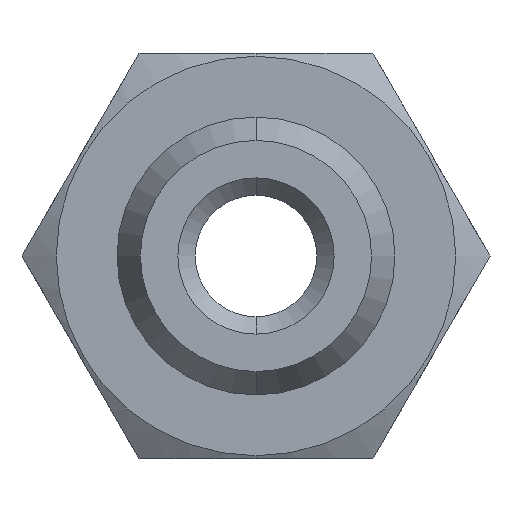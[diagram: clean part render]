
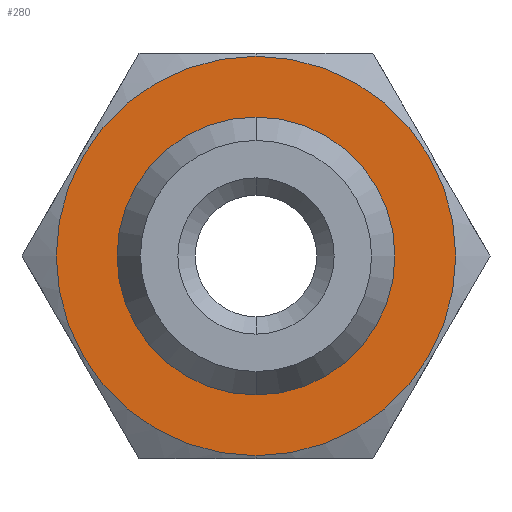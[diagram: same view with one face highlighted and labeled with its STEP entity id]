
A CAD part, front view. The second image highlights one B-rep face of the part: STEP entity #280.
In plain terms, the highlighted planar face has unit normal (0, -1, 0).
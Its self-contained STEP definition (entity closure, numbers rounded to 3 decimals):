
#11 = CARTESIAN_POINT ( 'NONE',  ( 0., 6., 0. ) ) ;
#12 = DIRECTION ( 'NONE',  ( 0., 0., 1. ) ) ;
#13 = DIRECTION ( 'NONE',  ( 0., 1., 0. ) ) ;
#92 = AXIS2_PLACEMENT_3D ( 'NONE', #11, #13, #12 ) ;
#93 = CIRCLE ( 'NONE', #92, 4.8 ) ;
#94 = CARTESIAN_POINT ( 'NONE',  ( 0., 6., 4.8 ) ) ;
#95 = CARTESIAN_POINT ( 'NONE',  ( 0., 6., -4.8 ) ) ;
#176 = VERTEX_POINT ( 'NONE', #95 ) ;
#177 = VERTEX_POINT ( 'NONE', #94 ) ;
#178 = EDGE_CURVE ( 'NONE', #177, #176, #93, .T. ) ;
#202 = VERTEX_POINT ( 'NONE', #415 ) ;
#204 = EDGE_CURVE ( 'NONE', #205, #202, #463, .T. ) ;
#205 = VERTEX_POINT ( 'NONE', #458 ) ;
#216 = ORIENTED_EDGE ( 'NONE', *, *, #274, .T. ) ;
#226 = ORIENTED_EDGE ( 'NONE', *, *, #227, .F. ) ;
#227 = EDGE_CURVE ( 'NONE', #202, #205, #494, .T. ) ;
#230 = ORIENTED_EDGE ( 'NONE', *, *, #178, .T. ) ;
#274 = EDGE_CURVE ( 'NONE', #176, #177, #577, .T. ) ;
#280 = ADVANCED_FACE ( 'NONE', ( #568, #567 ), #564, .F. ) ;
#281 = EDGE_LOOP ( 'NONE', ( #290, #226 ) ) ;
#290 = ORIENTED_EDGE ( 'NONE', *, *, #204, .F. ) ;
#291 = EDGE_LOOP ( 'NONE', ( #230, #216 ) ) ;
#415 = CARTESIAN_POINT ( 'NONE',  ( 0., 6., -6.9 ) ) ;
#458 = CARTESIAN_POINT ( 'NONE',  ( 0., 6., 6.9 ) ) ;
#459 = DIRECTION ( 'NONE',  ( 0., 0., 1. ) ) ;
#460 = DIRECTION ( 'NONE',  ( 0., 1., 0. ) ) ;
#461 = CARTESIAN_POINT ( 'NONE',  ( 0., 6., 0. ) ) ;
#462 = AXIS2_PLACEMENT_3D ( 'NONE', #461, #460, #459 ) ;
#463 = CIRCLE ( 'NONE', #462, 6.9 ) ;
#491 = DIRECTION ( 'NONE',  ( 0., 0., 1. ) ) ;
#492 = DIRECTION ( 'NONE',  ( 0., 1., 0. ) ) ;
#493 = AXIS2_PLACEMENT_3D ( 'NONE', #498, #492, #491 ) ;
#494 = CIRCLE ( 'NONE', #493, 6.9 ) ;
#498 = CARTESIAN_POINT ( 'NONE',  ( 0., 6., 0. ) ) ;
#564 = PLANE ( 'NONE',  #566 ) ;
#565 = CARTESIAN_POINT ( 'NONE',  ( 6.9, 6., 0. ) ) ;
#566 = AXIS2_PLACEMENT_3D ( 'NONE', #565, #623, #622 ) ;
#567 = FACE_BOUND ( 'NONE', #291, .T. ) ;
#568 = FACE_OUTER_BOUND ( 'NONE', #281, .T. ) ;
#573 = DIRECTION ( 'NONE',  ( 0., 0., 1. ) ) ;
#574 = DIRECTION ( 'NONE',  ( 0., 1., 0. ) ) ;
#575 = CARTESIAN_POINT ( 'NONE',  ( 0., 6., 0. ) ) ;
#576 = AXIS2_PLACEMENT_3D ( 'NONE', #575, #574, #573 ) ;
#577 = CIRCLE ( 'NONE', #576, 4.8 ) ;
#622 = DIRECTION ( 'NONE',  ( 0., 0., 1. ) ) ;
#623 = DIRECTION ( 'NONE',  ( 0., 1., 0. ) ) ;
